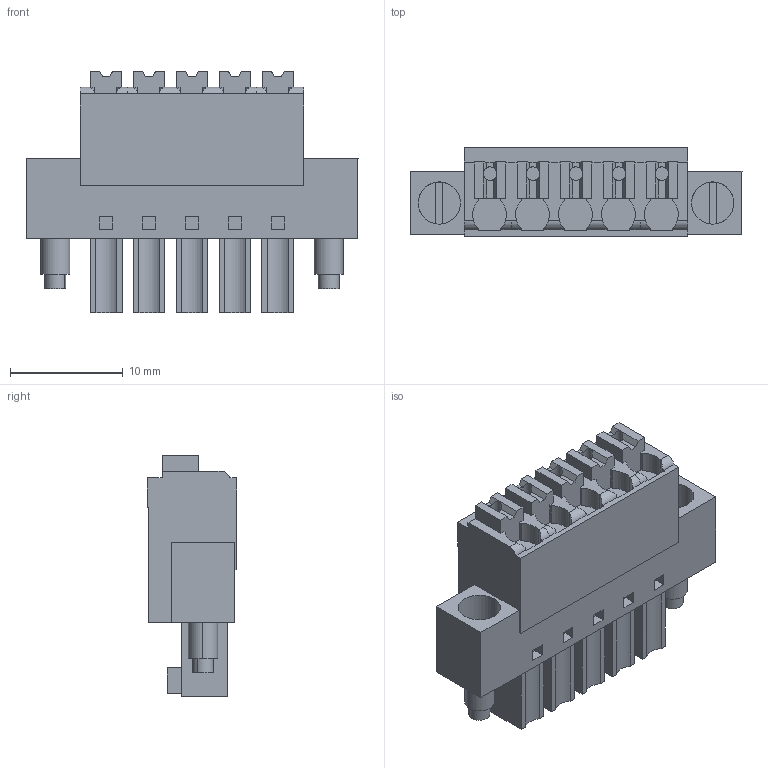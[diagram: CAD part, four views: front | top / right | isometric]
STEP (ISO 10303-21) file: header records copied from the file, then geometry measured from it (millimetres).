
FILE_DESCRIPTION(('CATIA V5 STEP Exchange','CAx-IF Rec.Pracs.--- Model Styling and Organization---1.2---2011-12-15'),'2;1');
FILE_NAME ('D1460724_0', '2017-07-25T13:17:05+00:00', ('none'), ('Weidmueller'), 'CATIA Version 5-6 Release 2014', 'CATIA V5 STEP AP214', 'none');
FILE_SCHEMA(('AUTOMOTIVE_DESIGN { 1 0 10303 214 1 1 1 1 }'));
Length unit declared in the file: millimetre
Products named in the file (1): 1971620000
Bounding box: 29.44 x 7.9 x 21.4 mm (x, y, z)
Volume: 2681.5 mm3; surface area: 2653.5 mm2
Topology: 8 solids, 8 shells, 355 faces, 931 edges, 618 vertices
Faces by surface type: plane 277, cylinder 78
Entity records: 10757 total; most frequent: CARTESIAN_POINT 2114, ORIENTED_EDGE 1862, DIRECTION 1383, EDGE_CURVE 931, VECTOR 729, LINE 729, VERTEX_POINT 618, AXIS2_PLACEMENT_3D 408
